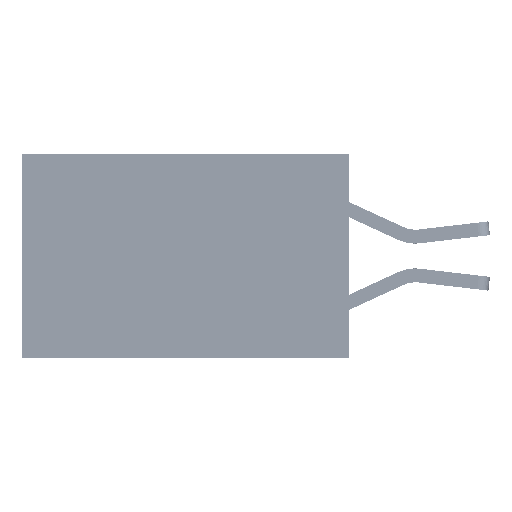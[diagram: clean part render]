
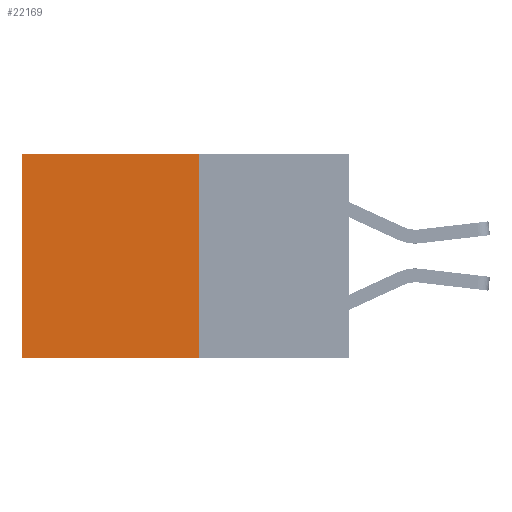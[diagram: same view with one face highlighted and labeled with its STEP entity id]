
A CAD part, left-side view. The second image highlights one B-rep face of the part: STEP entity #22169.
In plain terms, the highlighted planar face has unit normal (-1, 0, 0).
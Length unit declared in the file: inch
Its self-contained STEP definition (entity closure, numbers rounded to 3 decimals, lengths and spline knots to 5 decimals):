
#797 = CARTESIAN_POINT ( 'NONE',  ( 0.277, 0.27, -0.37 ) ) ;
#1335 = LINE ( 'NONE', #19619, #14982 ) ;
#1947 = CARTESIAN_POINT ( 'NONE',  ( 0.277, 0.27, 0. ) ) ;
#3542 = PLANE ( 'NONE',  #32455 ) ;
#5685 = EDGE_CURVE ( 'NONE', #14083, #33373, #1335, .T. ) ;
#5939 = CARTESIAN_POINT ( 'NONE',  ( 0.277, 0.27, 0. ) ) ;
#6008 = DIRECTION ( 'NONE',  ( 0., 1., 0. ) ) ;
#6332 = DIRECTION ( 'NONE',  ( 1., 0., 0. ) ) ;
#7878 = ORIENTED_EDGE ( 'NONE', *, *, #31313, .F. ) ;
#10357 = ORIENTED_EDGE ( 'NONE', *, *, #5685, .T. ) ;
#10782 = VECTOR ( 'NONE', #29100, 39.37008 ) ;
#10977 = CARTESIAN_POINT ( 'NONE',  ( 0.277, 0.59, -0.37 ) ) ;
#11769 = CARTESIAN_POINT ( 'NONE',  ( 0.277, 0.27, -0.37 ) ) ;
#13252 = VECTOR ( 'NONE', #6008, 39.37008 ) ;
#13461 = ORIENTED_EDGE ( 'NONE', *, *, #25478, .T. ) ;
#13621 = VERTEX_POINT ( 'NONE', #5939 ) ;
#14083 = VERTEX_POINT ( 'NONE', #21239 ) ;
#14982 = VECTOR ( 'NONE', #18441, 39.37008 ) ;
#16125 = CARTESIAN_POINT ( 'NONE',  ( 0.277, 0.27, -0.37 ) ) ;
#16239 = LINE ( 'NONE', #11769, #23434 ) ;
#17952 = VERTEX_POINT ( 'NONE', #16125 ) ;
#18441 = DIRECTION ( 'NONE',  ( 0., 0., -1. ) ) ;
#18801 = LINE ( 'NONE', #26372, #10782 ) ;
#19619 = CARTESIAN_POINT ( 'NONE',  ( 0.277, 0.59, -0.37 ) ) ;
#21029 = ORIENTED_EDGE ( 'NONE', *, *, #23557, .F. ) ;
#21239 = CARTESIAN_POINT ( 'NONE',  ( 0.277, 0.59, 0. ) ) ;
#22125 = LINE ( 'NONE', #1947, #13252 ) ;
#22169 = ADVANCED_FACE ( 'NONE', ( #34893 ), #3542, .F. ) ;
#23434 = VECTOR ( 'NONE', #30600, 39.37008 ) ;
#23557 = EDGE_CURVE ( 'NONE', #17952, #33373, #18801, .T. ) ;
#25198 = EDGE_LOOP ( 'NONE', ( #10357, #21029, #7878, #13461 ) ) ;
#25239 = DIRECTION ( 'NONE',  ( 0., 0., -1. ) ) ;
#25478 = EDGE_CURVE ( 'NONE', #13621, #14083, #22125, .T. ) ;
#26372 = CARTESIAN_POINT ( 'NONE',  ( 0.277, 0.27, -0.37 ) ) ;
#29100 = DIRECTION ( 'NONE',  ( 0., 1., 0. ) ) ;
#30600 = DIRECTION ( 'NONE',  ( 0., 0., -1. ) ) ;
#31313 = EDGE_CURVE ( 'NONE', #13621, #17952, #16239, .T. ) ;
#32455 = AXIS2_PLACEMENT_3D ( 'NONE', #797, #6332, #25239 ) ;
#33373 = VERTEX_POINT ( 'NONE', #10977 ) ;
#34893 = FACE_OUTER_BOUND ( 'NONE', #25198, .T. ) ;
